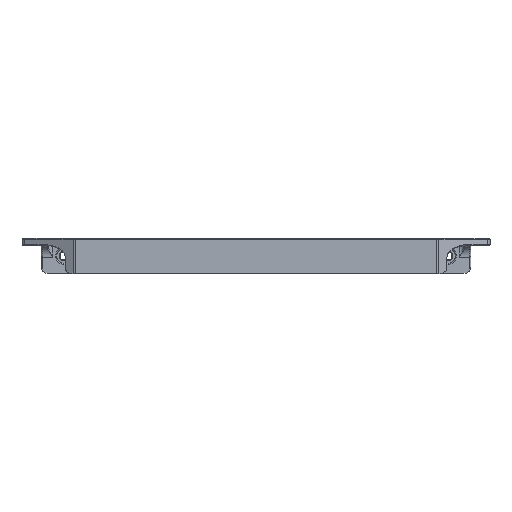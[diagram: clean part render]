
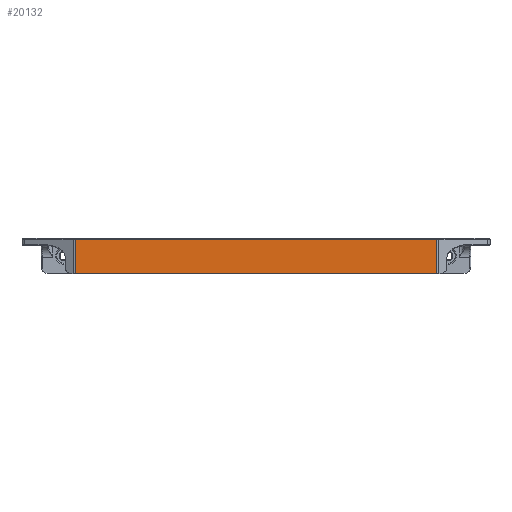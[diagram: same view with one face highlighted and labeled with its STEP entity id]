
A CAD part, front view. The second image highlights one B-rep face of the part: STEP entity #20132.
In plain terms, the highlighted planar face has unit normal (0, -1, 0).
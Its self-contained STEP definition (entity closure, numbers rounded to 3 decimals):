
#2266=PLANE('',#21922);
#3387=FACE_OUTER_BOUND('',#4593,.T.);
#4593=EDGE_LOOP('',(#18761,#18762,#18763,#18764));
#6503=LINE('',#40124,#8346);
#6810=LINE('',#50894,#8653);
#7024=LINE('',#51460,#8867);
#7157=LINE('',#51740,#9000);
#8346=VECTOR('',#25171,1000.);
#8653=VECTOR('',#26222,1000.);
#8867=VECTOR('',#26876,1000.);
#9000=VECTOR('',#27295,1000.);
#10258=VERTEX_POINT('',#40121);
#10259=VERTEX_POINT('',#40123);
#10477=VERTEX_POINT('',#50892);
#10609=VERTEX_POINT('',#51459);
#12426=EDGE_CURVE('',#10259,#10258,#6503,.T.);
#12920=EDGE_CURVE('',#10258,#10477,#6810,.T.);
#13206=EDGE_CURVE('',#10477,#10609,#7024,.T.);
#13342=EDGE_CURVE('',#10609,#10259,#7157,.T.);
#18761=ORIENTED_EDGE('',*,*,#13342,.T.);
#18762=ORIENTED_EDGE('',*,*,#12426,.T.);
#18763=ORIENTED_EDGE('',*,*,#12920,.T.);
#18764=ORIENTED_EDGE('',*,*,#13206,.T.);
#20132=ADVANCED_FACE('',(#3387),#2266,.F.);
#21922=AXIS2_PLACEMENT_3D('',#51739,#27293,#27294);
#25171=DIRECTION('',(0.,0.,1.));
#26222=DIRECTION('',(-1.,0.,0.));
#26876=DIRECTION('',(0.,0.,-1.));
#27293=DIRECTION('center_axis',(0.,1.,0.));
#27294=DIRECTION('ref_axis',(1.,0.,0.));
#27295=DIRECTION('',(1.,0.,0.));
#40121=CARTESIAN_POINT('',(192.166,-37.,14.6));
#40123=CARTESIAN_POINT('',(192.166,-37.,0.));
#40124=CARTESIAN_POINT('',(192.166,-37.,15.));
#50892=CARTESIAN_POINT('',(37.871,-37.,14.6));
#50894=CARTESIAN_POINT('',(37.871,-37.,14.6));
#51459=CARTESIAN_POINT('',(37.871,-37.,0.));
#51460=CARTESIAN_POINT('',(37.871,-37.,15.));
#51739=CARTESIAN_POINT('Origin',(37.335,-37.,15.));
#51740=CARTESIAN_POINT('',(37.335,-37.,0.));
